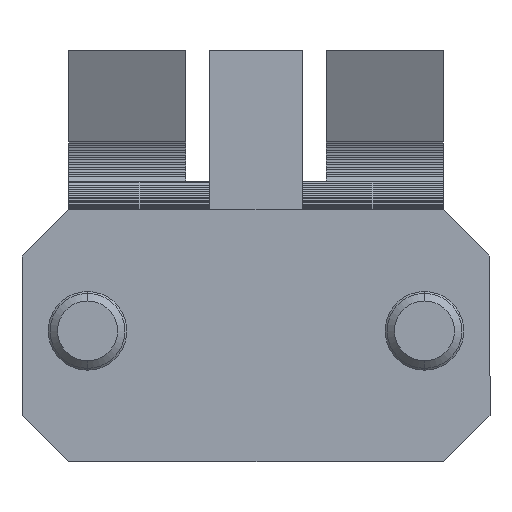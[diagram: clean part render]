
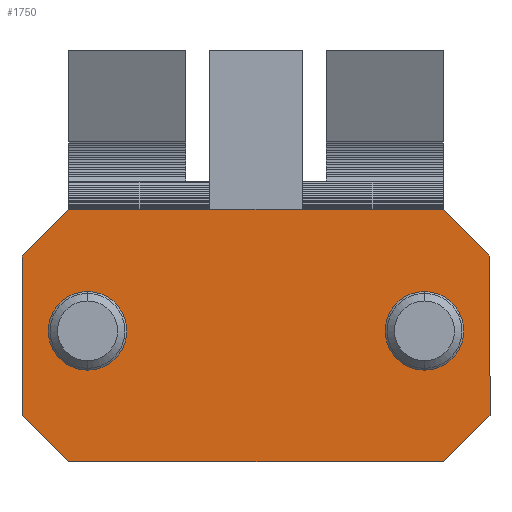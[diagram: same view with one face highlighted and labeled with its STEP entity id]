
A CAD part, front view. The second image highlights one B-rep face of the part: STEP entity #1750.
In plain terms, the highlighted planar face has unit normal (0, -1, 0).
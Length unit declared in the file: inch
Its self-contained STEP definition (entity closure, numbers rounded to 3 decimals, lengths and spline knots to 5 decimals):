
#89 = CARTESIAN_POINT ( 'NONE',  ( 0.3937, 0., 0.5315 ) ) ;
#167 = ORIENTED_EDGE ( 'NONE', *, *, #6661, .F. ) ;
#168 = CARTESIAN_POINT ( 'NONE',  ( -0.35433, 0., 0.19291 ) ) ;
#241 = CARTESIAN_POINT ( 'NONE',  ( 0.49213, 0., 0. ) ) ;
#323 = PLANE ( 'NONE',  #1201 ) ;
#427 = EDGE_CURVE ( 'NONE', #3958, #8525, #2740, .T. ) ;
#555 = CARTESIAN_POINT ( 'NONE',  ( 0.49213, 0., 0.09843 ) ) ;
#559 = EDGE_CURVE ( 'NONE', #5257, #1086, #2439, .T. ) ;
#649 = VERTEX_POINT ( 'NONE', #555 ) ;
#705 = VECTOR ( 'NONE', #4776, 39.37008 ) ;
#775 = DIRECTION ( 'NONE',  ( 0., 0., 1. ) ) ;
#843 = ORIENTED_EDGE ( 'NONE', *, *, #4121, .T. ) ;
#852 = CARTESIAN_POINT ( 'NONE',  ( -0.35433, 0., 0.27559 ) ) ;
#1015 = CARTESIAN_POINT ( 'NONE',  ( 0.49213, 0., 0.43307 ) ) ;
#1022 = VERTEX_POINT ( 'NONE', #168 ) ;
#1052 = VECTOR ( 'NONE', #4214, 39.37008 ) ;
#1086 = VERTEX_POINT ( 'NONE', #6600 ) ;
#1110 = CARTESIAN_POINT ( 'NONE',  ( -0.35433, 0., 0.35827 ) ) ;
#1201 = AXIS2_PLACEMENT_3D ( 'NONE', #1557, #2240, #1425 ) ;
#1285 = CARTESIAN_POINT ( 'NONE',  ( 0.3937, 0., 0.5315 ) ) ;
#1301 = AXIS2_PLACEMENT_3D ( 'NONE', #5519, #1412, #6222 ) ;
#1352 = EDGE_CURVE ( 'NONE', #2093, #6961, #6573, .T. ) ;
#1412 = DIRECTION ( 'NONE',  ( 0., -1., 0. ) ) ;
#1425 = DIRECTION ( 'NONE',  ( 0., 0., 1. ) ) ;
#1486 = FACE_BOUND ( 'NONE', #6045, .T. ) ;
#1510 = EDGE_CURVE ( 'NONE', #4731, #5257, #2554, .T. ) ;
#1557 = CARTESIAN_POINT ( 'NONE',  ( 0., 0., 0. ) ) ;
#1591 = DIRECTION ( 'NONE',  ( 0., 0., -1. ) ) ;
#1750 = ADVANCED_FACE ( 'NONE', ( #1486, #6772, #5345 ), #323, .F. ) ;
#1897 = VERTEX_POINT ( 'NONE', #9021 ) ;
#1927 = CIRCLE ( 'NONE', #3913, 0.08268 ) ;
#1952 = EDGE_CURVE ( 'NONE', #1022, #2258, #1927, .T. ) ;
#2044 = EDGE_CURVE ( 'NONE', #6961, #649, #3565, .T. ) ;
#2069 = ORIENTED_EDGE ( 'NONE', *, *, #3150, .T. ) ;
#2093 = VERTEX_POINT ( 'NONE', #5844 ) ;
#2240 = DIRECTION ( 'NONE',  ( 0., 1., 0. ) ) ;
#2258 = VERTEX_POINT ( 'NONE', #1110 ) ;
#2277 = AXIS2_PLACEMENT_3D ( 'NONE', #7658, #7672, #7680 ) ;
#2439 = LINE ( 'NONE', #8548, #4020 ) ;
#2479 = EDGE_CURVE ( 'NONE', #1897, #2093, #5876, .T. ) ;
#2554 = LINE ( 'NONE', #2867, #705 ) ;
#2740 = CIRCLE ( 'NONE', #2277, 0.08268 ) ;
#2867 = CARTESIAN_POINT ( 'NONE',  ( -0.3937, 0., 0.5315 ) ) ;
#2878 = ORIENTED_EDGE ( 'NONE', *, *, #559, .T. ) ;
#2889 = VECTOR ( 'NONE', #4234, 39.37008 ) ;
#2905 = VECTOR ( 'NONE', #3574, 39.37008 ) ;
#3023 = VECTOR ( 'NONE', #775, 39.37008 ) ;
#3106 = LINE ( 'NONE', #89, #2889 ) ;
#3150 = EDGE_CURVE ( 'NONE', #1086, #1897, #6856, .T. ) ;
#3212 = CARTESIAN_POINT ( 'NONE',  ( 0.3937, 0., 0. ) ) ;
#3246 = LINE ( 'NONE', #7040, #3023 ) ;
#3565 = LINE ( 'NONE', #7092, #8963 ) ;
#3574 = DIRECTION ( 'NONE',  ( 0., 0., -1. ) ) ;
#3913 = AXIS2_PLACEMENT_3D ( 'NONE', #8935, #8894, #8811 ) ;
#3958 = VERTEX_POINT ( 'NONE', #7676 ) ;
#3998 = VECTOR ( 'NONE', #5205, 39.37008 ) ;
#4020 = VECTOR ( 'NONE', #8463, 39.37008 ) ;
#4121 = EDGE_CURVE ( 'NONE', #8493, #4731, #3106, .T. ) ;
#4214 = DIRECTION ( 'NONE',  ( 1., 0., 0. ) ) ;
#4234 = DIRECTION ( 'NONE',  ( -0.707, 0., 0.707 ) ) ;
#4613 = AXIS2_PLACEMENT_3D ( 'NONE', #852, #5688, #1591 ) ;
#4731 = VERTEX_POINT ( 'NONE', #1285 ) ;
#4776 = DIRECTION ( 'NONE',  ( -1., 0., 0. ) ) ;
#5205 = DIRECTION ( 'NONE',  ( 0.707, 0., -0.707 ) ) ;
#5257 = VERTEX_POINT ( 'NONE', #8025 ) ;
#5266 = ORIENTED_EDGE ( 'NONE', *, *, #427, .F. ) ;
#5345 = FACE_OUTER_BOUND ( 'NONE', #8201, .T. ) ;
#5495 = ORIENTED_EDGE ( 'NONE', *, *, #1952, .F. ) ;
#5519 = CARTESIAN_POINT ( 'NONE',  ( 0.35433, 0., 0.27559 ) ) ;
#5685 = EDGE_CURVE ( 'NONE', #8525, #3958, #5828, .T. ) ;
#5688 = DIRECTION ( 'NONE',  ( 0., -1., 0. ) ) ;
#5689 = CARTESIAN_POINT ( 'NONE',  ( -0.49213, 0., 0. ) ) ;
#5828 = CIRCLE ( 'NONE', #1301, 0.08268 ) ;
#5844 = CARTESIAN_POINT ( 'NONE',  ( -0.3937, 0., 0. ) ) ;
#5876 = LINE ( 'NONE', #8022, #3998 ) ;
#5942 = ORIENTED_EDGE ( 'NONE', *, *, #1352, .T. ) ;
#6045 = EDGE_LOOP ( 'NONE', ( #8809, #5266 ) ) ;
#6122 = CIRCLE ( 'NONE', #4613, 0.08268 ) ;
#6222 = DIRECTION ( 'NONE',  ( 0., 0., -1. ) ) ;
#6573 = LINE ( 'NONE', #241, #1052 ) ;
#6600 = CARTESIAN_POINT ( 'NONE',  ( -0.49213, 0., 0.43307 ) ) ;
#6661 = EDGE_CURVE ( 'NONE', #2258, #1022, #6122, .T. ) ;
#6772 = FACE_BOUND ( 'NONE', #8219, .T. ) ;
#6856 = LINE ( 'NONE', #5689, #2905 ) ;
#6961 = VERTEX_POINT ( 'NONE', #3212 ) ;
#6969 = DIRECTION ( 'NONE',  ( 0.707, 0., 0.707 ) ) ;
#7040 = CARTESIAN_POINT ( 'NONE',  ( 0.49213, 0., 0.43307 ) ) ;
#7092 = CARTESIAN_POINT ( 'NONE',  ( 0.49213, 0., 0.09843 ) ) ;
#7604 = ORIENTED_EDGE ( 'NONE', *, *, #2479, .T. ) ;
#7658 = CARTESIAN_POINT ( 'NONE',  ( 0.35433, 0., 0.27559 ) ) ;
#7672 = DIRECTION ( 'NONE',  ( 0., -1., 0. ) ) ;
#7676 = CARTESIAN_POINT ( 'NONE',  ( 0.35433, 0., 0.35827 ) ) ;
#7680 = DIRECTION ( 'NONE',  ( 0., 0., -1. ) ) ;
#7754 = EDGE_CURVE ( 'NONE', #649, #8493, #3246, .T. ) ;
#7829 = ORIENTED_EDGE ( 'NONE', *, *, #2044, .T. ) ;
#8022 = CARTESIAN_POINT ( 'NONE',  ( -0.3937, 0., 0. ) ) ;
#8025 = CARTESIAN_POINT ( 'NONE',  ( -0.3937, 0., 0.5315 ) ) ;
#8041 = ORIENTED_EDGE ( 'NONE', *, *, #7754, .T. ) ;
#8201 = EDGE_LOOP ( 'NONE', ( #2069, #7604, #5942, #7829, #8041, #843, #8258, #2878 ) ) ;
#8219 = EDGE_LOOP ( 'NONE', ( #5495, #167 ) ) ;
#8258 = ORIENTED_EDGE ( 'NONE', *, *, #1510, .T. ) ;
#8463 = DIRECTION ( 'NONE',  ( -0.707, 0., -0.707 ) ) ;
#8493 = VERTEX_POINT ( 'NONE', #1015 ) ;
#8525 = VERTEX_POINT ( 'NONE', #8705 ) ;
#8548 = CARTESIAN_POINT ( 'NONE',  ( -0.49213, 0., 0.43307 ) ) ;
#8705 = CARTESIAN_POINT ( 'NONE',  ( 0.35433, 0., 0.19291 ) ) ;
#8809 = ORIENTED_EDGE ( 'NONE', *, *, #5685, .F. ) ;
#8811 = DIRECTION ( 'NONE',  ( 0., 0., -1. ) ) ;
#8894 = DIRECTION ( 'NONE',  ( 0., -1., 0. ) ) ;
#8935 = CARTESIAN_POINT ( 'NONE',  ( -0.35433, 0., 0.27559 ) ) ;
#8963 = VECTOR ( 'NONE', #6969, 39.37008 ) ;
#9021 = CARTESIAN_POINT ( 'NONE',  ( -0.49213, 0., 0.09843 ) ) ;
